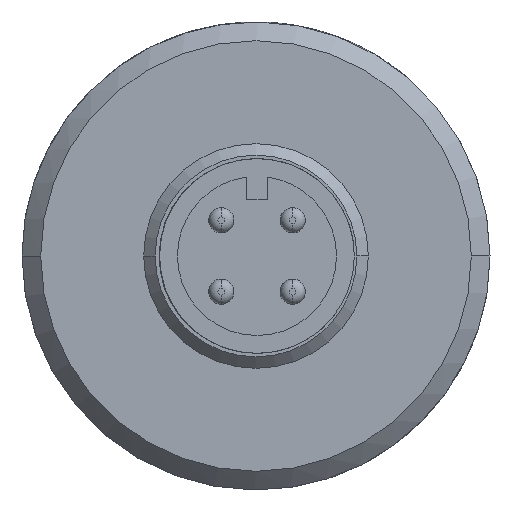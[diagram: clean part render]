
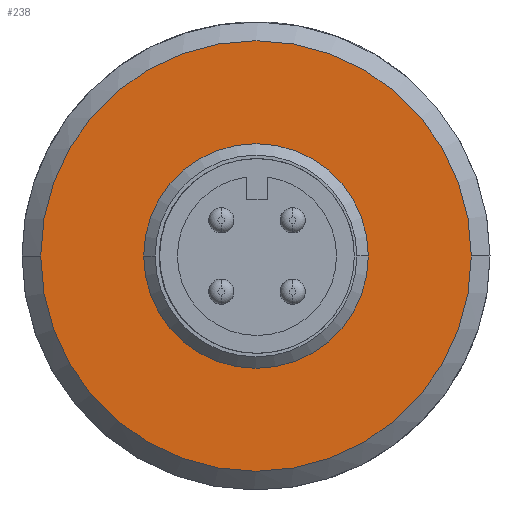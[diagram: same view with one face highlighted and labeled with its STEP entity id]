
A CAD part, left-side view. The second image highlights one B-rep face of the part: STEP entity #238.
In plain terms, the highlighted planar face has unit normal (-1, 0, 0).
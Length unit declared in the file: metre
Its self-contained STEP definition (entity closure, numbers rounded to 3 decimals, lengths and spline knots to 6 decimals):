
#238=ADVANCED_FACE('0:252',(#572,#573),#574,.T.);
#572=FACE_OUTER_BOUND('',#1037,.T.);
#573=FACE_BOUND('',#1038,.T.);
#574=PLANE('',#1039);
#1037=EDGE_LOOP('',(#1852,#1853));
#1038=EDGE_LOOP('',(#1854,#1855));
#1039=AXIS2_PLACEMENT_3D('',#1856,#1857,#1858);
#1852=ORIENTED_EDGE('',*,*,#2901,.F.);
#1853=ORIENTED_EDGE('',*,*,#2948,.F.);
#1854=ORIENTED_EDGE('',*,*,#2949,.T.);
#1855=ORIENTED_EDGE('',*,*,#2950,.T.);
#1856=CARTESIAN_POINT('',(0.130817,0.155873,0.));
#1857=DIRECTION('',(-1.0,0.,0.));
#1858=DIRECTION('',(0.,0.0,1.0));
#2901=EDGE_CURVE('0:483',#3494,#3490,#3496,.T.);
#2948=EDGE_CURVE('',#3490,#3494,#3571,.T.);
#2949=EDGE_CURVE('0:591',#3572,#3573,#3574,.T.);
#2950=EDGE_CURVE('',#3573,#3572,#3575,.T.);
#3490=VERTEX_POINT('',#4275);
#3494=VERTEX_POINT('',#4280);
#3496=CIRCLE('',#4283,0.0115);
#3571=CIRCLE('',#4392,0.0115);
#3572=VERTEX_POINT('',#4393);
#3573=VERTEX_POINT('',#4394);
#3574=CIRCLE('',#4395,0.00585);
#3575=CIRCLE('',#4396,0.00585);
#4275=CARTESIAN_POINT('',(0.130817,0.158698,0.));
#4280=CARTESIAN_POINT('',(0.130817,0.135698,0.));
#4283=AXIS2_PLACEMENT_3D('',#5253,#5254,#5255);
#4392=AXIS2_PLACEMENT_3D('',#5323,#5324,#5325);
#4393=CARTESIAN_POINT('',(0.130817,0.147198,0.00585));
#4394=CARTESIAN_POINT('',(0.130817,0.147198,-0.00585));
#4395=AXIS2_PLACEMENT_3D('',#5326,#5327,#5328);
#4396=AXIS2_PLACEMENT_3D('',#5329,#5330,#5331);
#5253=CARTESIAN_POINT('',(0.130817,0.147198,0.));
#5254=DIRECTION('',(1.0,0.,0.));
#5255=DIRECTION('',(0.,1.,0.));
#5323=CARTESIAN_POINT('',(0.130817,0.147198,0.));
#5324=DIRECTION('',(1.0,0.,0.));
#5325=DIRECTION('',(0.,1.,0.));
#5326=CARTESIAN_POINT('',(0.130817,0.147198,0.));
#5327=DIRECTION('',(1.0,0.,0.));
#5328=DIRECTION('',(0.,1.,0.));
#5329=CARTESIAN_POINT('',(0.130817,0.147198,0.));
#5330=DIRECTION('',(1.0,0.,0.));
#5331=DIRECTION('',(0.,1.,0.));
